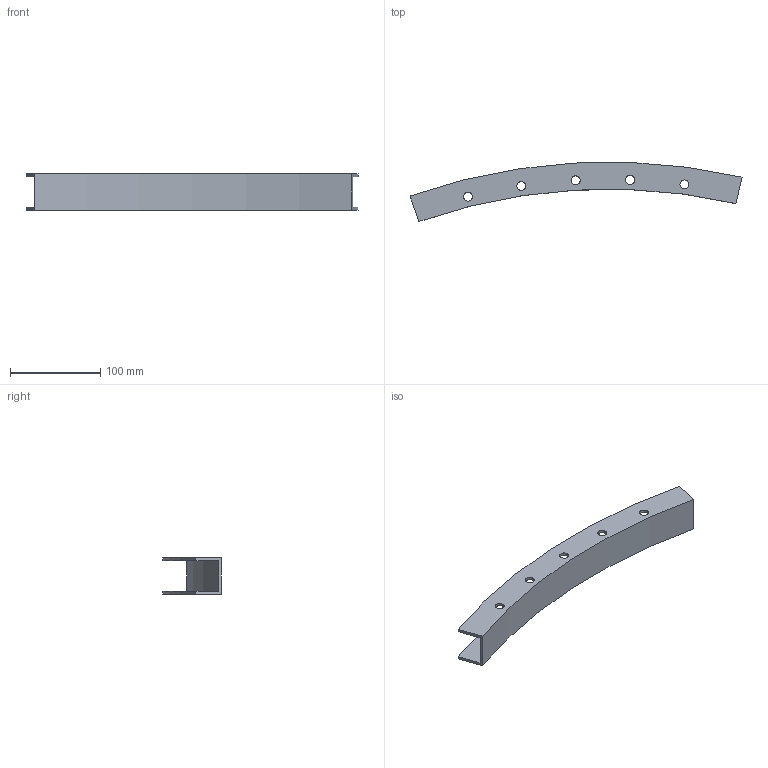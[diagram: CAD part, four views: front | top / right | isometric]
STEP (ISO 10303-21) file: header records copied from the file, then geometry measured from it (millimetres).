
FILE_DESCRIPTION((''),'2;1');
FILE_NAME('Ushape1.stp','2004-08-18T12:30:17',('mihara'),(''),'Autodesk Inventor 8','Autodesk Inventor 8','');
FILE_SCHEMA(('AUTOMOTIVE_DESIGN { 1 0 10303 214 1 1 1 1 }'));
Length unit declared in the file: millimetre
Products named in the file (1): Ushape1
Bounding box: 367.81 x 65.35 x 40 mm (x, y, z)
Volume: 99762.9 mm3; surface area: 70249.6 mm2
Topology: 1 solids, 1 shells, 30 faces, 84 edges, 56 vertices
Faces by surface type: bspline 20, plane 6, cylinder 4
Entity records: 1319 total; most frequent: CARTESIAN_POINT 511, ORIENTED_EDGE 168, DIRECTION 154, EDGE_CURVE 84, AXIS2_PLACEMENT_3D 59, VERTEX_POINT 56, EDGE_LOOP 50, CIRCLE 48
